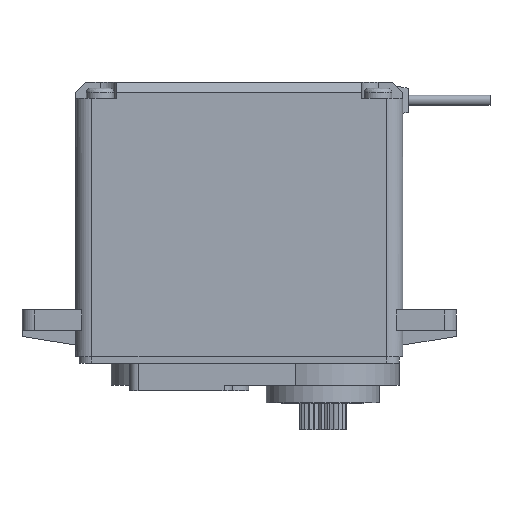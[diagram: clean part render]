
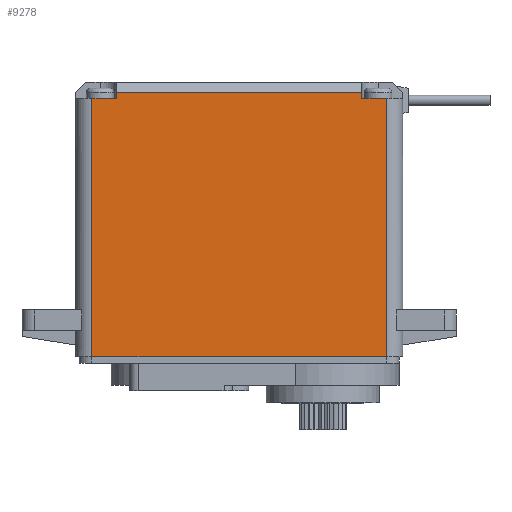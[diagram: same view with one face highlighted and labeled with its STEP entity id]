
A CAD part, front view. The second image highlights one B-rep face of the part: STEP entity #9278.
In plain terms, the highlighted planar face has unit normal (0, -1, 0).
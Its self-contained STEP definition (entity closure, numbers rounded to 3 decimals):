
#57 = DIRECTION ( 'NONE',  ( 0., 0., 1. ) ) ;
#110 = VERTEX_POINT ( 'NONE', #9975 ) ;
#469 = VECTOR ( 'NONE', #1309, 1000. ) ;
#735 = CARTESIAN_POINT ( 'NONE',  ( 67.651, 6.223, -17.932 ) ) ;
#853 = DIRECTION ( 'NONE',  ( 0., 0., -1. ) ) ;
#865 = CARTESIAN_POINT ( 'NONE',  ( 29.651, 6.223, -17.932 ) ) ;
#906 = VERTEX_POINT ( 'NONE', #865 ) ;
#933 = EDGE_LOOP ( 'NONE', ( #5464, #6726, #985, #6118, #3923, #6939, #10931, #4411 ) ) ;
#985 = ORIENTED_EDGE ( 'NONE', *, *, #4932, .T. ) ;
#1309 = DIRECTION ( 'NONE',  ( -1., 0., 0. ) ) ;
#1650 = VECTOR ( 'NONE', #9600, 1000. ) ;
#2626 = CARTESIAN_POINT ( 'NONE',  ( 67.651, 6.223, -17.182 ) ) ;
#2646 = VERTEX_POINT ( 'NONE', #10226 ) ;
#3492 = CARTESIAN_POINT ( 'NONE',  ( 67.651, 6.223, -50.282 ) ) ;
#3493 = DIRECTION ( 'NONE',  ( -1., 0., 0. ) ) ;
#3706 = LINE ( 'NONE', #5529, #8079 ) ;
#3757 = VERTEX_POINT ( 'NONE', #10207 ) ;
#3864 = LINE ( 'NONE', #5247, #8206 ) ;
#3923 = ORIENTED_EDGE ( 'NONE', *, *, #4774, .T. ) ;
#4328 = LINE ( 'NONE', #8755, #1650 ) ;
#4411 = ORIENTED_EDGE ( 'NONE', *, *, #4528, .T. ) ;
#4463 = DIRECTION ( 'NONE',  ( 0., 0., -1. ) ) ;
#4465 = EDGE_CURVE ( 'NONE', #6192, #906, #9268, .T. ) ;
#4528 = EDGE_CURVE ( 'NONE', #8758, #6192, #10185, .T. ) ;
#4547 = EDGE_CURVE ( 'NONE', #8116, #8758, #6040, .T. ) ;
#4568 = EDGE_CURVE ( 'NONE', #2646, #8116, #9933, .T. ) ;
#4722 = CARTESIAN_POINT ( 'NONE',  ( 32.651, 6.223, -17.182 ) ) ;
#4774 = EDGE_CURVE ( 'NONE', #3757, #2646, #9381, .T. ) ;
#4801 = VECTOR ( 'NONE', #6070, 1000. ) ;
#4871 = EDGE_CURVE ( 'NONE', #7229, #3757, #3864, .T. ) ;
#4907 = EDGE_CURVE ( 'NONE', #906, #110, #4328, .T. ) ;
#4932 = EDGE_CURVE ( 'NONE', #110, #7229, #3706, .T. ) ;
#5171 = CARTESIAN_POINT ( 'NONE',  ( 62.651, 6.223, -17.182 ) ) ;
#5242 = AXIS2_PLACEMENT_3D ( 'NONE', #3492, #9530, #4463 ) ;
#5247 = CARTESIAN_POINT ( 'NONE',  ( 65.651, 6.223, -50.282 ) ) ;
#5399 = PLANE ( 'NONE',  #5242 ) ;
#5464 = ORIENTED_EDGE ( 'NONE', *, *, #4465, .T. ) ;
#5529 = CARTESIAN_POINT ( 'NONE',  ( 47.651, 6.223, -49.532 ) ) ;
#5779 = VECTOR ( 'NONE', #3493, 1000. ) ;
#5976 = CARTESIAN_POINT ( 'NONE',  ( 32.651, 6.223, -17.932 ) ) ;
#6040 = LINE ( 'NONE', #2626, #5779 ) ;
#6070 = DIRECTION ( 'NONE',  ( -1., 0., 0. ) ) ;
#6092 = DIRECTION ( 'NONE',  ( 0., 0., 1. ) ) ;
#6118 = ORIENTED_EDGE ( 'NONE', *, *, #4871, .T. ) ;
#6192 = VERTEX_POINT ( 'NONE', #5976 ) ;
#6345 = DIRECTION ( 'NONE',  ( 1., 0., 0. ) ) ;
#6726 = ORIENTED_EDGE ( 'NONE', *, *, #4907, .T. ) ;
#6939 = ORIENTED_EDGE ( 'NONE', *, *, #4568, .T. ) ;
#7087 = CARTESIAN_POINT ( 'NONE',  ( 62.651, 6.223, -50.282 ) ) ;
#7229 = VERTEX_POINT ( 'NONE', #9209 ) ;
#7459 = VECTOR ( 'NONE', #57, 1000. ) ;
#7465 = CARTESIAN_POINT ( 'NONE',  ( 67.651, 6.223, -17.932 ) ) ;
#7851 = CARTESIAN_POINT ( 'NONE',  ( 32.651, 6.223, -50.282 ) ) ;
#7980 = VECTOR ( 'NONE', #853, 1000. ) ;
#8079 = VECTOR ( 'NONE', #6345, 1000. ) ;
#8116 = VERTEX_POINT ( 'NONE', #5171 ) ;
#8206 = VECTOR ( 'NONE', #6092, 1000. ) ;
#8755 = CARTESIAN_POINT ( 'NONE',  ( 29.651, 6.223, -50.282 ) ) ;
#8758 = VERTEX_POINT ( 'NONE', #4722 ) ;
#9209 = CARTESIAN_POINT ( 'NONE',  ( 65.651, 6.223, -49.532 ) ) ;
#9268 = LINE ( 'NONE', #735, #4801 ) ;
#9278 = ADVANCED_FACE ( 'NONE', ( #9902 ), #5399, .T. ) ;
#9381 = LINE ( 'NONE', #7465, #469 ) ;
#9530 = DIRECTION ( 'NONE',  ( 0., -1., 0. ) ) ;
#9600 = DIRECTION ( 'NONE',  ( 0., 0., -1. ) ) ;
#9902 = FACE_OUTER_BOUND ( 'NONE', #933, .T. ) ;
#9933 = LINE ( 'NONE', #7087, #7459 ) ;
#9975 = CARTESIAN_POINT ( 'NONE',  ( 29.651, 6.223, -49.532 ) ) ;
#10185 = LINE ( 'NONE', #7851, #7980 ) ;
#10207 = CARTESIAN_POINT ( 'NONE',  ( 65.651, 6.223, -17.932 ) ) ;
#10226 = CARTESIAN_POINT ( 'NONE',  ( 62.651, 6.223, -17.932 ) ) ;
#10931 = ORIENTED_EDGE ( 'NONE', *, *, #4547, .T. ) ;
